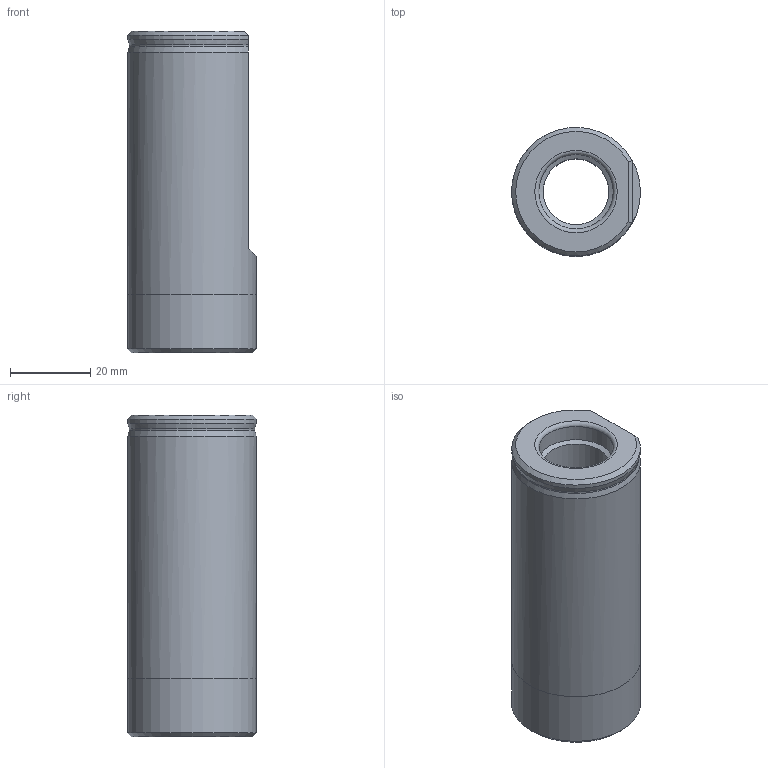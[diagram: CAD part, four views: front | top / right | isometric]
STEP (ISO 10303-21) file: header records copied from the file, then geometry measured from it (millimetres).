
FILE_DESCRIPTION(/* description */ (''),/* implementation_level */ '2;1');
FILE_NAME(/* name */ '263212532.stp',/* time_stamp */ '2021-01-19T15:42:03',/* author */ ('LRA'),/* organization */ ('REGO-FIX'),/* preprocessor_version */ ' Unknown',/* originating_system */ 'SIEMENS PLM Software Solid Edge ST10',/* authorization */ 'Unknown');
FILE_SCHEMA (('AUTOMOTIVE_DESIGN { 1 0 10303 214 2 1 1}'));
Length unit declared in the file: millimetre
Products named in the file (1): NOCUT
Bounding box: 32 x 32 x 80 mm (x, y, z)
Volume: 41796.6 mm3; surface area: 13337.9 mm2
Topology: 1 solids, 1 shells, 21 faces, 48 edges, 29 vertices
Faces by surface type: cone 7, cylinder 6, plane 5, torus 3
Full cylindrical faces by diameter (mm): 16.376 x1, 18 x1, 18.5 x1, 32 x2
Entity records: 705 total; most frequent: CARTESIAN_POINT 109, DIRECTION 95, ORIENTED_EDGE 68, AXIS2_PLACEMENT_3D 44, EDGE_CURVE 34, EDGE_LOOP 34, FACE_BOUND 34, VERTEX_POINT 26
